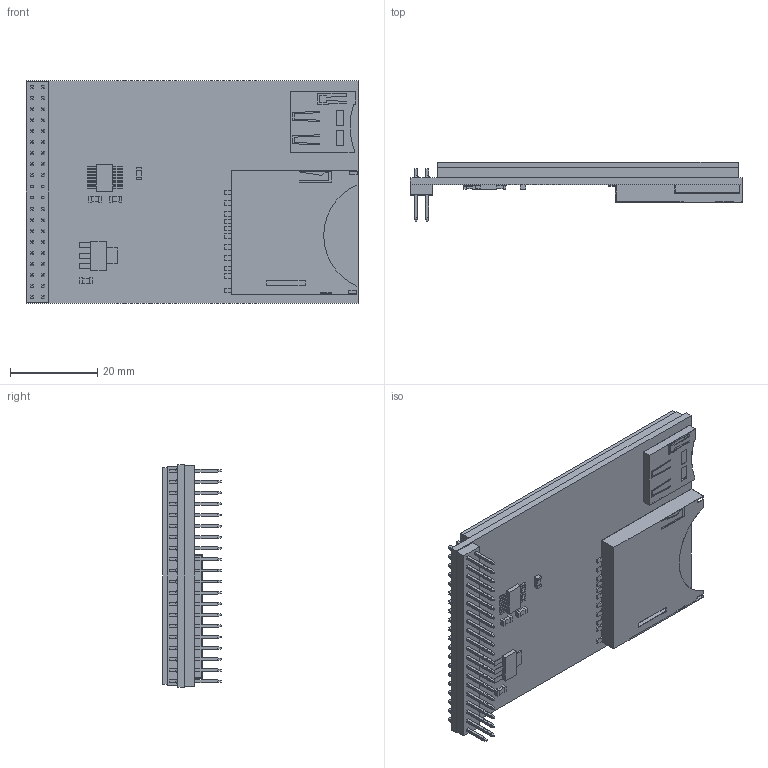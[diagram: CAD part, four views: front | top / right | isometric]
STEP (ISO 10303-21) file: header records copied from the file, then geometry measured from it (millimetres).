
FILE_DESCRIPTION (( 'STEP AP214' ), '1' );
FILE_NAME ('RobotDyn 2.8 TFT LCD Touch Screen module.STEP', '2019-01-16T14:15:41', ( '' ), ( '' ), 'SwSTEP 2.0', 'SolidWorks 2016', '' );
FILE_SCHEMA (( 'AUTOMOTIVE_DESIGN' ));
Length unit declared in the file: millimetre
Products named in the file (1): RobotDyn 2.8 TFT LCD Touch Screen module
Bounding box: 76 x 13.5 x 51 mm (x, y, z)
Volume: 19278 mm3; surface area: 12666.4 mm2
Topology: 1 solids, 1 shells, 1014 faces, 2447 edges, 1526 vertices
Faces by surface type: plane 852, cylinder 162
Entity records: 39676 total; most frequent: CARTESIAN_POINT 5468, ORIENTED_EDGE 4894, DIRECTION 4321, EDGE_CURVE 2447, VECTOR 2283, LINE 2283, VERTEX_POINT 1526, EDGE_LOOP 1133
